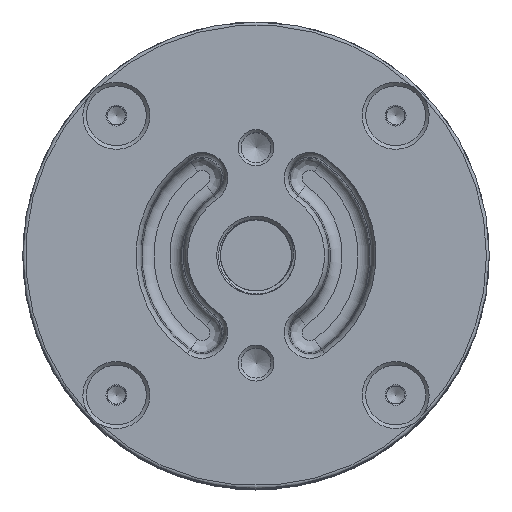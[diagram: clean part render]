
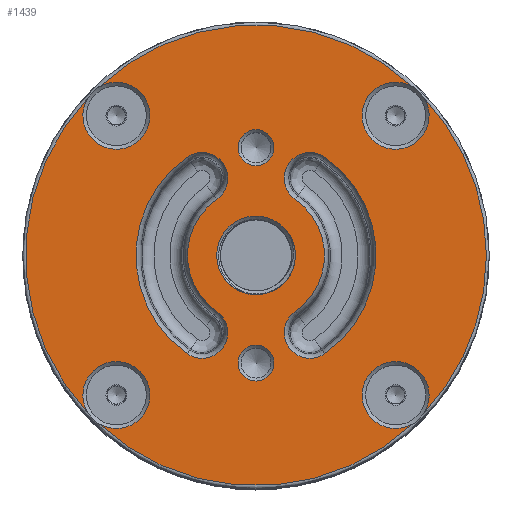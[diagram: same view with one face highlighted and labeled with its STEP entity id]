
A CAD part, top view. The second image highlights one B-rep face of the part: STEP entity #1439.
In plain terms, the highlighted planar face has unit normal (0, 0, 1).
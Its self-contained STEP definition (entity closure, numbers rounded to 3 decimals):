
#1439=ADVANCED_FACE('',(#1988,#1989,#1990,#1991,#1992,#1993),#1672,.T.);
#1672=PLANE('',#6095);
#1988=FACE_BOUND('',#2572,.T.);
#1989=FACE_BOUND('',#2573,.T.);
#1990=FACE_BOUND('',#2574,.T.);
#1991=FACE_BOUND('',#2575,.T.);
#1992=FACE_BOUND('',#2576,.T.);
#1993=FACE_BOUND('',#2577,.T.);
#2572=EDGE_LOOP('',(#3678,#3679));
#2573=EDGE_LOOP('',(#3680,#3681,#3682,#3683));
#2574=EDGE_LOOP('',(#3684));
#2575=EDGE_LOOP('',(#3685));
#2576=EDGE_LOOP('',(#3686,#3687,#3688,#3689,#3690,#3691,#3692,#3693));
#2577=EDGE_LOOP('',(#3694,#3695,#3696,#3697));
#3678=ORIENTED_EDGE('',*,*,#4952,.T.);
#3679=ORIENTED_EDGE('',*,*,#4953,.F.);
#3680=ORIENTED_EDGE('',*,*,#4954,.F.);
#3681=ORIENTED_EDGE('',*,*,#4955,.T.);
#3682=ORIENTED_EDGE('',*,*,#4956,.T.);
#3683=ORIENTED_EDGE('',*,*,#4957,.F.);
#3684=ORIENTED_EDGE('',*,*,#4958,.T.);
#3685=ORIENTED_EDGE('',*,*,#4959,.T.);
#3686=ORIENTED_EDGE('',*,*,#4960,.T.);
#3687=ORIENTED_EDGE('',*,*,#4961,.T.);
#3688=ORIENTED_EDGE('',*,*,#4962,.T.);
#3689=ORIENTED_EDGE('',*,*,#4963,.T.);
#3690=ORIENTED_EDGE('',*,*,#4964,.T.);
#3691=ORIENTED_EDGE('',*,*,#4965,.T.);
#3692=ORIENTED_EDGE('',*,*,#4966,.T.);
#3693=ORIENTED_EDGE('',*,*,#4967,.T.);
#3694=ORIENTED_EDGE('',*,*,#4968,.F.);
#3695=ORIENTED_EDGE('',*,*,#4969,.T.);
#3696=ORIENTED_EDGE('',*,*,#4970,.T.);
#3697=ORIENTED_EDGE('',*,*,#4971,.F.);
#4357=VERTEX_POINT('',#9755);
#4358=VERTEX_POINT('',#9756);
#4359=VERTEX_POINT('',#9759);
#4360=VERTEX_POINT('',#9760);
#4361=VERTEX_POINT('',#9762);
#4362=VERTEX_POINT('',#9764);
#4363=VERTEX_POINT('',#9767);
#4364=VERTEX_POINT('',#9769);
#4365=VERTEX_POINT('',#9771);
#4366=VERTEX_POINT('',#9772);
#4367=VERTEX_POINT('',#9774);
#4368=VERTEX_POINT('',#9776);
#4369=VERTEX_POINT('',#9778);
#4370=VERTEX_POINT('',#9780);
#4371=VERTEX_POINT('',#9782);
#4372=VERTEX_POINT('',#9784);
#4373=VERTEX_POINT('',#9787);
#4374=VERTEX_POINT('',#9788);
#4375=VERTEX_POINT('',#9790);
#4376=VERTEX_POINT('',#9792);
#4952=EDGE_CURVE('',#4357,#4358,#5392,.T.);
#4953=EDGE_CURVE('',#4357,#4358,#5393,.T.);
#4954=EDGE_CURVE('',#4359,#4360,#5394,.T.);
#4955=EDGE_CURVE('',#4359,#4361,#5395,.T.);
#4956=EDGE_CURVE('',#4361,#4362,#5396,.T.);
#4957=EDGE_CURVE('',#4360,#4362,#5397,.T.);
#4958=EDGE_CURVE('',#4363,#4363,#5398,.T.);
#4959=EDGE_CURVE('',#4364,#4364,#5399,.T.);
#4960=EDGE_CURVE('',#4365,#4366,#5400,.T.);
#4961=EDGE_CURVE('',#4366,#4367,#5401,.T.);
#4962=EDGE_CURVE('',#4367,#4368,#5402,.T.);
#4963=EDGE_CURVE('',#4368,#4369,#5403,.T.);
#4964=EDGE_CURVE('',#4369,#4370,#5404,.T.);
#4965=EDGE_CURVE('',#4370,#4371,#5405,.T.);
#4966=EDGE_CURVE('',#4371,#4372,#5406,.T.);
#4967=EDGE_CURVE('',#4372,#4365,#5407,.T.);
#4968=EDGE_CURVE('',#4373,#4374,#5408,.T.);
#4969=EDGE_CURVE('',#4373,#4375,#5409,.T.);
#4970=EDGE_CURVE('',#4375,#4376,#5410,.T.);
#4971=EDGE_CURVE('',#4374,#4376,#5411,.T.);
#5392=CIRCLE('',#6075,6.579);
#5393=CIRCLE('',#6076,6.579);
#5394=CIRCLE('',#6077,11.439);
#5395=CIRCLE('',#6078,4.311);
#5396=CIRCLE('',#6079,20.061);
#5397=CIRCLE('',#6080,4.311);
#5398=CIRCLE('',#6081,3.);
#5399=CIRCLE('',#6082,3.);
#5400=CIRCLE('',#6083,5.6);
#5401=CIRCLE('',#6084,38.5);
#5402=CIRCLE('',#6085,5.6);
#5403=CIRCLE('',#6086,38.5);
#5404=CIRCLE('',#6087,5.6);
#5405=CIRCLE('',#6088,38.5);
#5406=CIRCLE('',#6089,5.6);
#5407=CIRCLE('',#6090,38.5);
#5408=CIRCLE('',#6091,11.439);
#5409=CIRCLE('',#6092,4.311);
#5410=CIRCLE('',#6093,20.061);
#5411=CIRCLE('',#6094,4.311);
#6075=AXIS2_PLACEMENT_3D('',#9754,#7548,#7549);
#6076=AXIS2_PLACEMENT_3D('',#9757,#7550,#7551);
#6077=AXIS2_PLACEMENT_3D('',#9758,#7552,#7553);
#6078=AXIS2_PLACEMENT_3D('',#9761,#7554,#7555);
#6079=AXIS2_PLACEMENT_3D('',#9763,#7556,#7557);
#6080=AXIS2_PLACEMENT_3D('',#9765,#7558,#7559);
#6081=AXIS2_PLACEMENT_3D('',#9766,#7560,#7561);
#6082=AXIS2_PLACEMENT_3D('',#9768,#7562,#7563);
#6083=AXIS2_PLACEMENT_3D('',#9770,#7564,#7565);
#6084=AXIS2_PLACEMENT_3D('',#9773,#7566,#7567);
#6085=AXIS2_PLACEMENT_3D('',#9775,#7568,#7569);
#6086=AXIS2_PLACEMENT_3D('',#9777,#7570,#7571);
#6087=AXIS2_PLACEMENT_3D('',#9779,#7572,#7573);
#6088=AXIS2_PLACEMENT_3D('',#9781,#7574,#7575);
#6089=AXIS2_PLACEMENT_3D('',#9783,#7576,#7577);
#6090=AXIS2_PLACEMENT_3D('',#9785,#7578,#7579);
#6091=AXIS2_PLACEMENT_3D('',#9786,#7580,#7581);
#6092=AXIS2_PLACEMENT_3D('',#9789,#7582,#7583);
#6093=AXIS2_PLACEMENT_3D('',#9791,#7584,#7585);
#6094=AXIS2_PLACEMENT_3D('',#9793,#7586,#7587);
#6095=AXIS2_PLACEMENT_3D('',#9794,#7588,#7589);
#7548=DIRECTION('',(0.,0.,-1.));
#7549=DIRECTION('',(1.,0.,0.));
#7550=DIRECTION('',(0.,0.,1.));
#7551=DIRECTION('',(1.,0.,0.));
#7552=DIRECTION('',(0.,0.,-1.));
#7553=DIRECTION('',(1.,0.,0.));
#7554=DIRECTION('',(0.,0.,-1.));
#7555=DIRECTION('',(-1.,0.,0.));
#7556=DIRECTION('',(0.,0.,-1.));
#7557=DIRECTION('',(-1.,0.,0.));
#7558=DIRECTION('',(0.,0.,1.));
#7559=DIRECTION('',(-1.,0.,0.));
#7560=DIRECTION('',(0.,0.,-1.));
#7561=DIRECTION('',(1.,0.,0.));
#7562=DIRECTION('',(0.,0.,-1.));
#7563=DIRECTION('',(1.,0.,0.));
#7564=DIRECTION('',(0.,0.,-1.));
#7565=DIRECTION('',(-1.,0.,0.));
#7566=DIRECTION('',(0.,0.,1.));
#7567=DIRECTION('',(1.,0.,0.));
#7568=DIRECTION('',(0.,0.,-1.));
#7569=DIRECTION('',(-1.,0.,0.));
#7570=DIRECTION('',(0.,0.,1.));
#7571=DIRECTION('',(1.,0.,0.));
#7572=DIRECTION('',(0.,0.,-1.));
#7573=DIRECTION('',(-1.,0.,0.));
#7574=DIRECTION('',(0.,0.,1.));
#7575=DIRECTION('',(1.,0.,0.));
#7576=DIRECTION('',(0.,0.,-1.));
#7577=DIRECTION('',(-1.,0.,0.));
#7578=DIRECTION('',(0.,0.,1.));
#7579=DIRECTION('',(1.,0.,0.));
#7580=DIRECTION('',(0.,0.,-1.));
#7581=DIRECTION('',(1.,0.,0.));
#7582=DIRECTION('',(0.,0.,-1.));
#7583=DIRECTION('',(-1.,0.,0.));
#7584=DIRECTION('',(0.,0.,-1.));
#7585=DIRECTION('',(-1.,0.,0.));
#7586=DIRECTION('',(0.,0.,1.));
#7587=DIRECTION('',(-1.,0.,0.));
#7588=DIRECTION('',(0.,0.,1.));
#7589=DIRECTION('',(1.,0.,0.));
#9754=CARTESIAN_POINT('',(0.,0.,108.071));
#9755=CARTESIAN_POINT('',(4.778,-4.522,108.071));
#9756=CARTESIAN_POINT('',(4.778,4.522,108.071));
#9757=CARTESIAN_POINT('',(0.,0.,108.071));
#9758=CARTESIAN_POINT('',(0.,0.,108.071));
#9759=CARTESIAN_POINT('',(-6.561,-9.37,108.071));
#9760=CARTESIAN_POINT('',(-6.561,9.37,108.071));
#9761=CARTESIAN_POINT('',(-9.034,-12.902,108.071));
#9762=CARTESIAN_POINT('',(-11.506,-16.433,108.071));
#9763=CARTESIAN_POINT('',(0.,0.,108.071));
#9764=CARTESIAN_POINT('',(-11.506,16.433,108.071));
#9765=CARTESIAN_POINT('',(-9.034,12.902,108.071));
#9766=CARTESIAN_POINT('',(0.,18.,108.071));
#9767=CARTESIAN_POINT('',(3.,18.,108.071));
#9768=CARTESIAN_POINT('',(0.,-18.,108.071));
#9769=CARTESIAN_POINT('',(3.,-18.,108.071));
#9770=CARTESIAN_POINT('',(23.335,-23.335,108.071));
#9771=CARTESIAN_POINT('',(26.407,-28.016,108.071));
#9772=CARTESIAN_POINT('',(28.016,-26.407,108.071));
#9773=CARTESIAN_POINT('',(0.,0.,108.071));
#9774=CARTESIAN_POINT('',(28.016,26.407,108.071));
#9775=CARTESIAN_POINT('',(23.335,23.335,108.071));
#9776=CARTESIAN_POINT('',(26.407,28.016,108.071));
#9777=CARTESIAN_POINT('',(0.,0.,108.071));
#9778=CARTESIAN_POINT('',(-26.407,28.016,108.071));
#9779=CARTESIAN_POINT('',(-23.335,23.335,108.071));
#9780=CARTESIAN_POINT('',(-28.016,26.407,108.071));
#9781=CARTESIAN_POINT('',(0.,0.,108.071));
#9782=CARTESIAN_POINT('',(-28.016,-26.407,108.071));
#9783=CARTESIAN_POINT('',(-23.335,-23.335,108.071));
#9784=CARTESIAN_POINT('',(-26.407,-28.016,108.071));
#9785=CARTESIAN_POINT('',(0.,0.,108.071));
#9786=CARTESIAN_POINT('',(0.,0.,108.071));
#9787=CARTESIAN_POINT('',(6.561,9.37,108.071));
#9788=CARTESIAN_POINT('',(6.561,-9.37,108.071));
#9789=CARTESIAN_POINT('',(9.034,12.902,108.071));
#9790=CARTESIAN_POINT('',(11.506,16.433,108.071));
#9791=CARTESIAN_POINT('',(0.,0.,108.071));
#9792=CARTESIAN_POINT('',(11.506,-16.433,108.071));
#9793=CARTESIAN_POINT('',(9.034,-12.902,108.071));
#9794=CARTESIAN_POINT('',(0.,0.,108.071));
